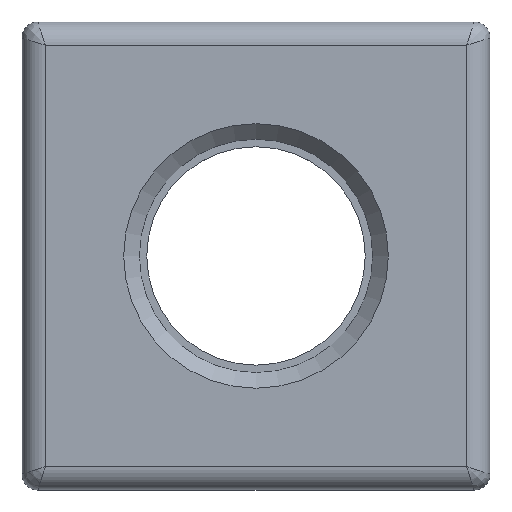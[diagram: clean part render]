
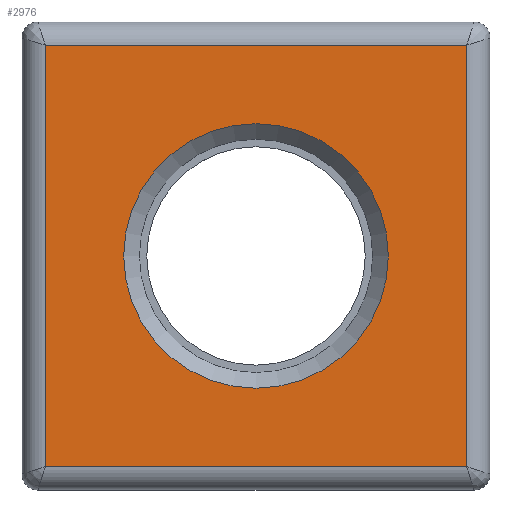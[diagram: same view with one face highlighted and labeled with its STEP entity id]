
A CAD part, top view. The second image highlights one B-rep face of the part: STEP entity #2976.
In plain terms, the highlighted planar face has unit normal (0, 0, 1).
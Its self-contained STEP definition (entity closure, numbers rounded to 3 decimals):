
#1670 = CYLINDRICAL_SURFACE('',#1671,3.);
#1671 = AXIS2_PLACEMENT_3D('',#1672,#1673,#1674);
#1672 = CARTESIAN_POINT('',(30.,-27.,4.5));
#1673 = DIRECTION('',(-1.,0.,0.));
#1674 = DIRECTION('',(0.,-1.,0.));
#1871 = CYLINDRICAL_SURFACE('',#1872,3.);
#1872 = AXIS2_PLACEMENT_3D('',#1873,#1874,#1875);
#1873 = CARTESIAN_POINT('',(27.,30.,4.5));
#1874 = DIRECTION('',(0.,-1.,0.));
#1875 = DIRECTION('',(1.,0.,0.));
#2052 = CYLINDRICAL_SURFACE('',#2053,3.);
#2053 = AXIS2_PLACEMENT_3D('',#2054,#2055,#2056);
#2054 = CARTESIAN_POINT('',(-30.,27.,4.5));
#2055 = DIRECTION('',(1.,0.,0.));
#2056 = DIRECTION('',(0.,1.,0.));
#2233 = CYLINDRICAL_SURFACE('',#2234,3.);
#2234 = AXIS2_PLACEMENT_3D('',#2235,#2236,#2237);
#2235 = CARTESIAN_POINT('',(-27.,-30.,4.5));
#2236 = DIRECTION('',(0.,1.,0.));
#2237 = DIRECTION('',(-1.,0.,0.));
#2412 = VERTEX_POINT('',#2413);
#2413 = CARTESIAN_POINT('',(27.,-27.,7.5));
#2460 = EDGE_CURVE('',#2412,#2461,#2463,.T.);
#2461 = VERTEX_POINT('',#2462);
#2462 = CARTESIAN_POINT('',(-27.,-27.,7.5));
#2463 = SURFACE_CURVE('',#2464,(#2468,#2475),.PCURVE_S1.);
#2464 = LINE('',#2465,#2466);
#2465 = CARTESIAN_POINT('',(30.,-27.,7.5));
#2466 = VECTOR('',#2467,1.);
#2467 = DIRECTION('',(-1.,0.,0.));
#2468 = PCURVE('',#1670,#2469);
#2469 = DEFINITIONAL_REPRESENTATION('',(#2470),#2474);
#2470 = LINE('',#2471,#2472);
#2471 = CARTESIAN_POINT('',(1.571,0.));
#2472 = VECTOR('',#2473,1.);
#2473 = DIRECTION('',(0.,1.));
#2474 = ( GEOMETRIC_REPRESENTATION_CONTEXT(2) 
PARAMETRIC_REPRESENTATION_CONTEXT() REPRESENTATION_CONTEXT('2D SPACE',''
  ) );
#2475 = PCURVE('',#2476,#2481);
#2476 = PLANE('',#2477);
#2477 = AXIS2_PLACEMENT_3D('',#2478,#2479,#2480);
#2478 = CARTESIAN_POINT('',(-30.,30.,7.5));
#2479 = DIRECTION('',(0.,0.,1.));
#2480 = DIRECTION('',(1.,0.,0.));
#2481 = DEFINITIONAL_REPRESENTATION('',(#2482),#2486);
#2482 = LINE('',#2483,#2484);
#2483 = CARTESIAN_POINT('',(60.,-57.));
#2484 = VECTOR('',#2485,1.);
#2485 = DIRECTION('',(-1.,0.));
#2486 = ( GEOMETRIC_REPRESENTATION_CONTEXT(2) 
PARAMETRIC_REPRESENTATION_CONTEXT() REPRESENTATION_CONTEXT('2D SPACE',''
  ) );
#2592 = VERTEX_POINT('',#2593);
#2593 = CARTESIAN_POINT('',(27.,27.,7.5));
#2640 = EDGE_CURVE('',#2592,#2412,#2641,.T.);
#2641 = SURFACE_CURVE('',#2642,(#2646,#2653),.PCURVE_S1.);
#2642 = LINE('',#2643,#2644);
#2643 = CARTESIAN_POINT('',(27.,30.,7.5));
#2644 = VECTOR('',#2645,1.);
#2645 = DIRECTION('',(0.,-1.,0.));
#2646 = PCURVE('',#1871,#2647);
#2647 = DEFINITIONAL_REPRESENTATION('',(#2648),#2652);
#2648 = LINE('',#2649,#2650);
#2649 = CARTESIAN_POINT('',(1.571,0.));
#2650 = VECTOR('',#2651,1.);
#2651 = DIRECTION('',(0.,1.));
#2652 = ( GEOMETRIC_REPRESENTATION_CONTEXT(2) 
PARAMETRIC_REPRESENTATION_CONTEXT() REPRESENTATION_CONTEXT('2D SPACE',''
  ) );
#2653 = PCURVE('',#2476,#2654);
#2654 = DEFINITIONAL_REPRESENTATION('',(#2655),#2659);
#2655 = LINE('',#2656,#2657);
#2656 = CARTESIAN_POINT('',(57.,0.));
#2657 = VECTOR('',#2658,1.);
#2658 = DIRECTION('',(0.,-1.));
#2659 = ( GEOMETRIC_REPRESENTATION_CONTEXT(2) 
PARAMETRIC_REPRESENTATION_CONTEXT() REPRESENTATION_CONTEXT('2D SPACE',''
  ) );
#2719 = VERTEX_POINT('',#2720);
#2720 = CARTESIAN_POINT('',(-27.,27.,7.5));
#2767 = EDGE_CURVE('',#2719,#2592,#2768,.T.);
#2768 = SURFACE_CURVE('',#2769,(#2773,#2780),.PCURVE_S1.);
#2769 = LINE('',#2770,#2771);
#2770 = CARTESIAN_POINT('',(-30.,27.,7.5));
#2771 = VECTOR('',#2772,1.);
#2772 = DIRECTION('',(1.,0.,0.));
#2773 = PCURVE('',#2052,#2774);
#2774 = DEFINITIONAL_REPRESENTATION('',(#2775),#2779);
#2775 = LINE('',#2776,#2777);
#2776 = CARTESIAN_POINT('',(1.571,0.));
#2777 = VECTOR('',#2778,1.);
#2778 = DIRECTION('',(0.,1.));
#2779 = ( GEOMETRIC_REPRESENTATION_CONTEXT(2) 
PARAMETRIC_REPRESENTATION_CONTEXT() REPRESENTATION_CONTEXT('2D SPACE',''
  ) );
#2780 = PCURVE('',#2476,#2781);
#2781 = DEFINITIONAL_REPRESENTATION('',(#2782),#2786);
#2782 = LINE('',#2783,#2784);
#2783 = CARTESIAN_POINT('',(0.,-3.));
#2784 = VECTOR('',#2785,1.);
#2785 = DIRECTION('',(1.,0.));
#2786 = ( GEOMETRIC_REPRESENTATION_CONTEXT(2) 
PARAMETRIC_REPRESENTATION_CONTEXT() REPRESENTATION_CONTEXT('2D SPACE',''
  ) );
#2892 = EDGE_CURVE('',#2461,#2719,#2893,.T.);
#2893 = SURFACE_CURVE('',#2894,(#2898,#2905),.PCURVE_S1.);
#2894 = LINE('',#2895,#2896);
#2895 = CARTESIAN_POINT('',(-27.,-30.,7.5));
#2896 = VECTOR('',#2897,1.);
#2897 = DIRECTION('',(0.,1.,0.));
#2898 = PCURVE('',#2233,#2899);
#2899 = DEFINITIONAL_REPRESENTATION('',(#2900),#2904);
#2900 = LINE('',#2901,#2902);
#2901 = CARTESIAN_POINT('',(1.571,0.));
#2902 = VECTOR('',#2903,1.);
#2903 = DIRECTION('',(0.,1.));
#2904 = ( GEOMETRIC_REPRESENTATION_CONTEXT(2) 
PARAMETRIC_REPRESENTATION_CONTEXT() REPRESENTATION_CONTEXT('2D SPACE',''
  ) );
#2905 = PCURVE('',#2476,#2906);
#2906 = DEFINITIONAL_REPRESENTATION('',(#2907),#2911);
#2907 = LINE('',#2908,#2909);
#2908 = CARTESIAN_POINT('',(3.,-60.));
#2909 = VECTOR('',#2910,1.);
#2910 = DIRECTION('',(0.,1.));
#2911 = ( GEOMETRIC_REPRESENTATION_CONTEXT(2) 
PARAMETRIC_REPRESENTATION_CONTEXT() REPRESENTATION_CONTEXT('2D SPACE',''
  ) );
#2976 = ADVANCED_FACE('',(#2977,#3008),#2476,.T.);
#2977 = FACE_BOUND('',#2978,.T.);
#2978 = EDGE_LOOP('',(#2979));
#2979 = ORIENTED_EDGE('',*,*,#2980,.F.);
#2980 = EDGE_CURVE('',#2981,#2981,#2983,.T.);
#2981 = VERTEX_POINT('',#2982);
#2982 = CARTESIAN_POINT('',(16.962,0.,7.5));
#2983 = SURFACE_CURVE('',#2984,(#2989,#2996),.PCURVE_S1.);
#2984 = CIRCLE('',#2985,16.962);
#2985 = AXIS2_PLACEMENT_3D('',#2986,#2987,#2988);
#2986 = CARTESIAN_POINT('',(0.,0.,7.5));
#2987 = DIRECTION('',(0.,0.,1.));
#2988 = DIRECTION('',(1.,0.,0.));
#2989 = PCURVE('',#2476,#2990);
#2990 = DEFINITIONAL_REPRESENTATION('',(#2991),#2995);
#2991 = CIRCLE('',#2992,16.962);
#2992 = AXIS2_PLACEMENT_2D('',#2993,#2994);
#2993 = CARTESIAN_POINT('',(30.,-30.));
#2994 = DIRECTION('',(1.,0.));
#2995 = ( GEOMETRIC_REPRESENTATION_CONTEXT(2) 
PARAMETRIC_REPRESENTATION_CONTEXT() REPRESENTATION_CONTEXT('2D SPACE',''
  ) );
#2996 = PCURVE('',#2997,#3002);
#2997 = CONICAL_SURFACE('',#2998,14.962,0.785);
#2998 = AXIS2_PLACEMENT_3D('',#2999,#3000,#3001);
#2999 = CARTESIAN_POINT('',(0.,0.,5.5));
#3000 = DIRECTION('',(0.,0.,1.));
#3001 = DIRECTION('',(1.,0.,0.));
#3002 = DEFINITIONAL_REPRESENTATION('',(#3003),#3007);
#3003 = LINE('',#3004,#3005);
#3004 = CARTESIAN_POINT('',(0.,2.));
#3005 = VECTOR('',#3006,1.);
#3006 = DIRECTION('',(1.,0.));
#3007 = ( GEOMETRIC_REPRESENTATION_CONTEXT(2) 
PARAMETRIC_REPRESENTATION_CONTEXT() REPRESENTATION_CONTEXT('2D SPACE',''
  ) );
#3008 = FACE_BOUND('',#3009,.T.);
#3009 = EDGE_LOOP('',(#3010,#3011,#3012,#3013));
#3010 = ORIENTED_EDGE('',*,*,#2640,.F.);
#3011 = ORIENTED_EDGE('',*,*,#2767,.F.);
#3012 = ORIENTED_EDGE('',*,*,#2892,.F.);
#3013 = ORIENTED_EDGE('',*,*,#2460,.F.);
